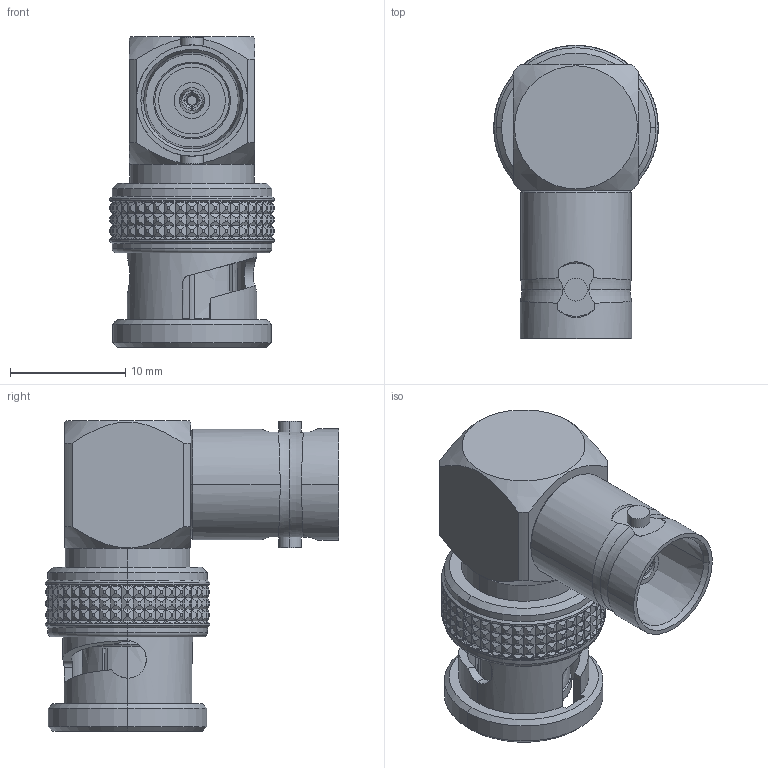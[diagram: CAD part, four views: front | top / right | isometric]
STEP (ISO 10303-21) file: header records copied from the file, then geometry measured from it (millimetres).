
FILE_DESCRIPTION (( 'STEP AP203' ), '1' );
FILE_NAME ('R142.770.000C.STEP', '2014-12-18T10:28:52', ( '' ), ( '' ), 'SwSTEP 2.0', 'SolidWorks 2014', '' );
FILE_SCHEMA (( 'CONFIG_CONTROL_DESIGN' ));
Length unit declared in the file: metre
Products named in the file (1): R142.770.000C
Bounding box: 14.3 x 25.5 x 27 mm (x, y, z)
Volume: 3267.6 mm3; surface area: 3066.5 mm2
Topology: 1 solids, 1 shells, 1215 faces, 2640 edges, 1442 vertices
Faces by surface type: plane 604, cone 397, cylinder 199, torus 15
Entity records: 33369 total; most frequent: CARTESIAN_POINT 8415, ORIENTED_EDGE 5280, DIRECTION 5011, EDGE_CURVE 2640, AXIS2_PLACEMENT_3D 2037, VERTEX_POINT 1442, EDGE_LOOP 1234, ADVANCED_FACE 1215
